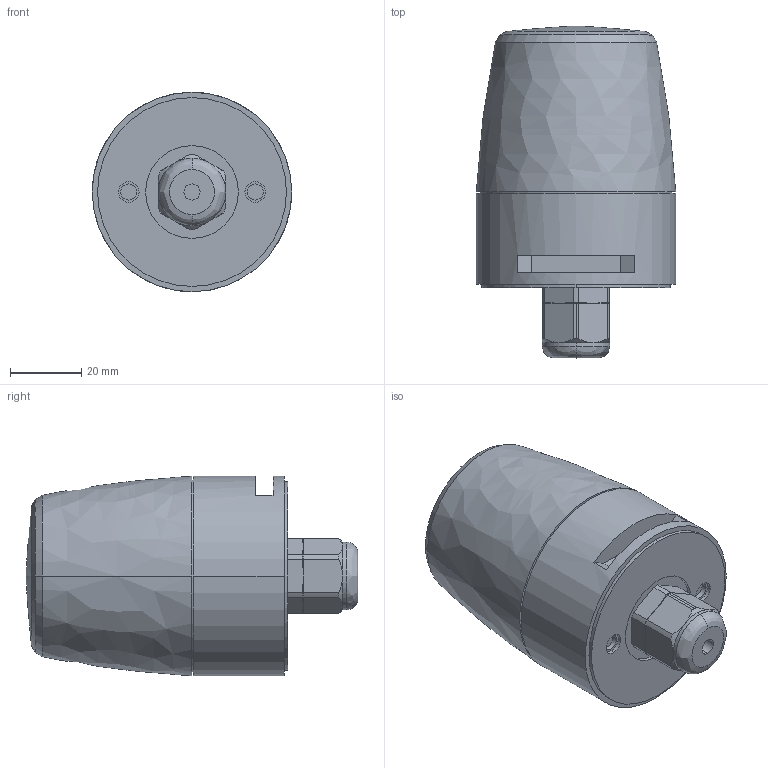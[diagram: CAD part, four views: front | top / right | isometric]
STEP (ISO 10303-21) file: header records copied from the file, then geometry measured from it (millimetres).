
FILE_DESCRIPTION (( 'STEP AP203' ), '1' );
FILE_NAME ('NE-M1ANB-M.step', '2023-08-30T19:20:23', ( '' ), ( '' ), 'SwSTEP 2.0', 'SolidWorks 2021', '' );
FILE_SCHEMA (( 'CONFIG_CONTROL_DESIGN' ));
Length unit declared in the file: inch
Products named in the file (1): NE-M1ANB-M
Bounding box: 56 x 93.2 x 56 mm (x, y, z)
Volume: 162825.9 mm3; surface area: 18903.8 mm2
Topology: 1 solids, 1 shells, 133 faces, 317 edges, 199 vertices
Faces by surface type: cylinder 54, plane 52, cone 21, bspline 6
Entity records: 4032 total; most frequent: CARTESIAN_POINT 850, DIRECTION 677, ORIENTED_EDGE 630, EDGE_CURVE 315, AXIS2_PLACEMENT_3D 266, VERTEX_POINT 199, EDGE_LOOP 148, LINE 145
